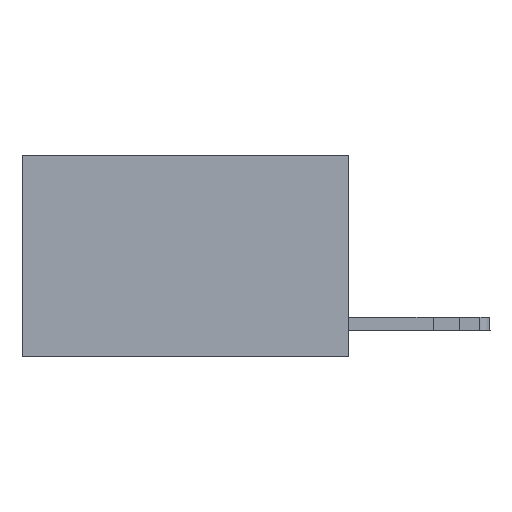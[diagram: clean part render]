
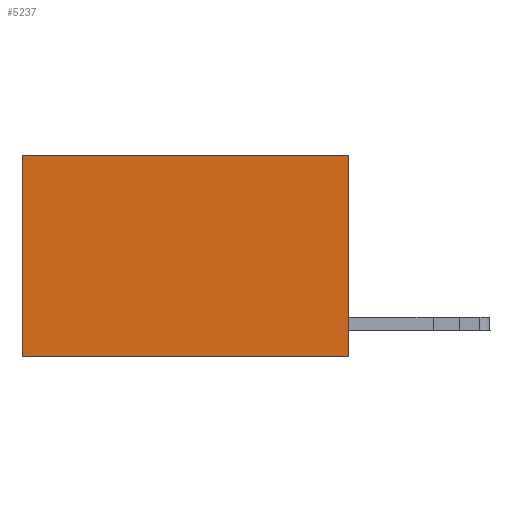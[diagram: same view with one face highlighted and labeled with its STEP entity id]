
A CAD part, left-side view. The second image highlights one B-rep face of the part: STEP entity #5237.
In plain terms, the highlighted planar face has unit normal (-1, 0, 0).
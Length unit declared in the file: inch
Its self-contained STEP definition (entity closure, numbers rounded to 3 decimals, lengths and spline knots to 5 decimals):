
#201 = CARTESIAN_POINT ( 'NONE',  ( 0.2625, 0., 0. ) ) ;
#1023 = FACE_OUTER_BOUND ( 'NONE', #3554, .T. ) ;
#1076 = VECTOR ( 'NONE', #11064, 39.37008 ) ;
#1163 = VERTEX_POINT ( 'NONE', #2882 ) ;
#1339 = DIRECTION ( 'NONE',  ( 1., 0., 0. ) ) ;
#1578 = CARTESIAN_POINT ( 'NONE',  ( 0.2625, 0.6, -0.37 ) ) ;
#1858 = EDGE_CURVE ( 'NONE', #1163, #11395, #11093, .T. ) ;
#2008 = LINE ( 'NONE', #4296, #7583 ) ;
#2385 = LINE ( 'NONE', #13909, #11065 ) ;
#2477 = EDGE_CURVE ( 'NONE', #11395, #11601, #2385, .T. ) ;
#2847 = EDGE_CURVE ( 'NONE', #1163, #13950, #2008, .T. ) ;
#2882 = CARTESIAN_POINT ( 'NONE',  ( 0.2625, 0., 0. ) ) ;
#3526 = CARTESIAN_POINT ( 'NONE',  ( 0.2625, 0., -0.37 ) ) ;
#3554 = EDGE_LOOP ( 'NONE', ( #11414, #11438, #11526, #11550 ) ) ;
#3589 = EDGE_CURVE ( 'NONE', #13950, #11601, #12290, .T. ) ;
#4296 = CARTESIAN_POINT ( 'NONE',  ( 0.2625, 0., 0. ) ) ;
#5237 = ADVANCED_FACE ( 'NONE', ( #1023 ), #8046, .F. ) ;
#5392 = VECTOR ( 'NONE', #13524, 39.37008 ) ;
#5414 = DIRECTION ( 'NONE',  ( 0., 0., -1. ) ) ;
#5715 = CARTESIAN_POINT ( 'NONE',  ( 0.2625, 0., -0.37 ) ) ;
#7583 = VECTOR ( 'NONE', #5414, 39.37008 ) ;
#8046 = PLANE ( 'NONE',  #8378 ) ;
#8378 = AXIS2_PLACEMENT_3D ( 'NONE', #11151, #1339, #9076 ) ;
#8826 = DIRECTION ( 'NONE',  ( 0., 0., -1. ) ) ;
#9076 = DIRECTION ( 'NONE',  ( 0., 0., -1. ) ) ;
#11064 = DIRECTION ( 'NONE',  ( 0., 1., 0. ) ) ;
#11065 = VECTOR ( 'NONE', #8826, 39.37008 ) ;
#11093 = LINE ( 'NONE', #201, #5392 ) ;
#11151 = CARTESIAN_POINT ( 'NONE',  ( 0.2625, 0., 0. ) ) ;
#11395 = VERTEX_POINT ( 'NONE', #13716 ) ;
#11414 = ORIENTED_EDGE ( 'NONE', *, *, #2477, .T. ) ;
#11438 = ORIENTED_EDGE ( 'NONE', *, *, #3589, .F. ) ;
#11526 = ORIENTED_EDGE ( 'NONE', *, *, #2847, .F. ) ;
#11550 = ORIENTED_EDGE ( 'NONE', *, *, #1858, .T. ) ;
#11601 = VERTEX_POINT ( 'NONE', #1578 ) ;
#12290 = LINE ( 'NONE', #5715, #1076 ) ;
#13524 = DIRECTION ( 'NONE',  ( 0., 1., 0. ) ) ;
#13716 = CARTESIAN_POINT ( 'NONE',  ( 0.2625, 0.6, 0. ) ) ;
#13909 = CARTESIAN_POINT ( 'NONE',  ( 0.2625, 0.6, 0. ) ) ;
#13950 = VERTEX_POINT ( 'NONE', #3526 ) ;
